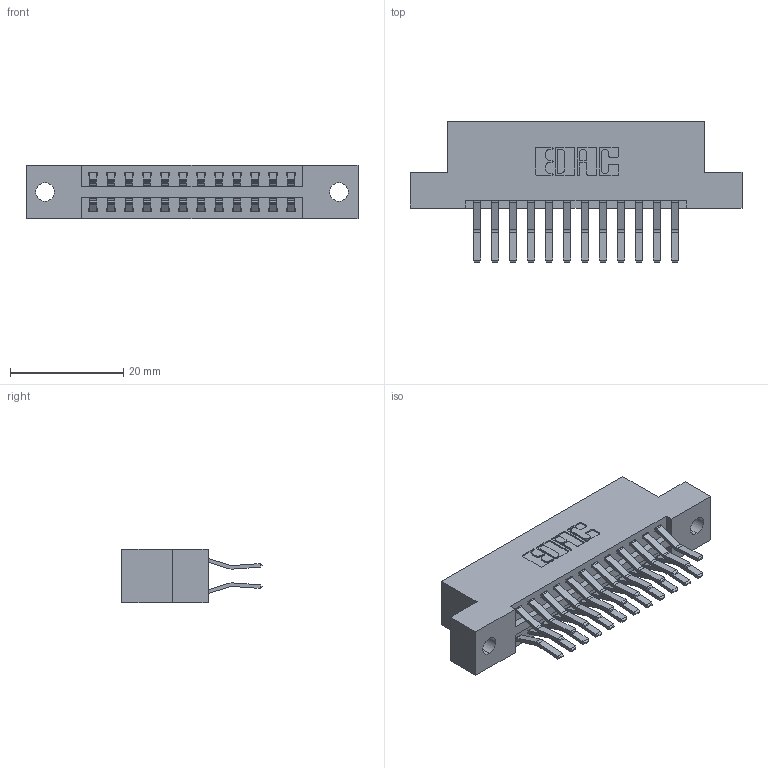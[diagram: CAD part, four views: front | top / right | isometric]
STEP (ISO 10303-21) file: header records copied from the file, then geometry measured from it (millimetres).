
FILE_DESCRIPTION (( 'STEP AP203' ), '1' );
FILE_NAME ('346-024-560-202.STEP', '2022-05-19T00:37:43', ( '' ), ( '' ), 'SwSTEP 2.0', 'SolidWorks 2020', '' );
FILE_SCHEMA (( 'CONFIG_CONTROL_DESIGN' ));
Length unit declared in the file: inch
Products named in the file (3): 346-024-560-202; 345-292-001_560 Tail; 346 Part_Flush Mounting Lugs - 0.128 Dia
Assembly tree (25 placements, depth 2):
  346-024-560-202
    346 Part_Flush Mounting Lugs - 0.128 Dia
    345-292-001_560 Tail  x24
Bounding box: 58.67 x 24.78 x 9.4 mm (x, y, z)
Volume: 5609.1 mm3; surface area: 7389 mm2
Topology: 25 solids, 25 shells, 1418 faces, 4193 edges, 2762 vertices
Faces by surface type: plane 916, cylinder 502
Entity records: 11961 total; most frequent: CARTESIAN_POINT 2012, ORIENTED_EDGE 1946, DIRECTION 1829, EDGE_CURVE 973, VECTOR 789, LINE 789, VERTEX_POINT 646, AXIS2_PLACEMENT_3D 520
